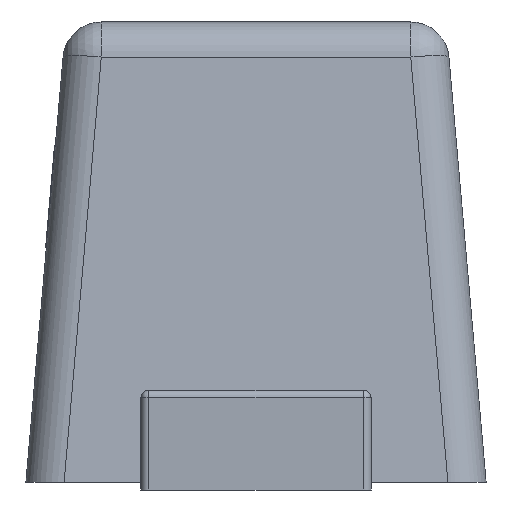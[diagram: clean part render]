
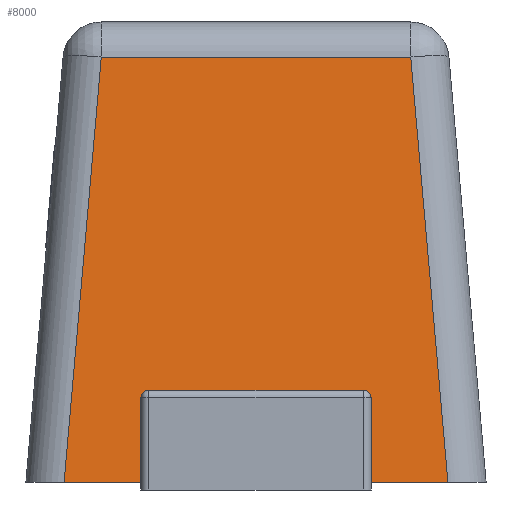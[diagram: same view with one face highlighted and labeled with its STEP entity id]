
A CAD part, left-side view. The second image highlights one B-rep face of the part: STEP entity #8000.
In plain terms, the highlighted planar face has unit normal (-0.996, 0, 0.087).
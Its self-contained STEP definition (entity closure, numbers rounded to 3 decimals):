
#530 = CARTESIAN_POINT ( 'NONE',  ( -0.49, -0.146, 0.12 ) ) ;
#597 = VECTOR ( 'NONE', #7219, 1000. ) ;
#845 = DIRECTION ( 'NONE',  ( -0.087, 0., -0.996 ) ) ;
#1264 = LINE ( 'NONE', #7276, #12732 ) ;
#1306 = EDGE_CURVE ( 'NONE', #11702, #3729, #1264, .T. ) ;
#1411 = CARTESIAN_POINT ( 'NONE',  ( -0.49, 0.14, 0.12 ) ) ;
#1502 = AXIS2_PLACEMENT_3D ( 'NONE', #9668, #7604, #11547 ) ;
#2357 = CARTESIAN_POINT ( 'NONE',  ( -0.49, 0.15, 0.11 ) ) ;
#2389 = CARTESIAN_POINT ( 'NONE',  ( -0.49, 0.15, 0.116 ) ) ;
#2459 = ORIENTED_EDGE ( 'NONE', *, *, #1306, .T. ) ;
#2501 = CARTESIAN_POINT ( 'NONE',  ( -0.49, -0.14, 0.12 ) ) ;
#2866 = ORIENTED_EDGE ( 'NONE', *, *, #11632, .T. ) ;
#2926 = LINE ( 'NONE', #3300, #597 ) ;
#2991 = CARTESIAN_POINT ( 'NONE',  ( -0.49, -0.14, 0.12 ) ) ;
#3244 = CARTESIAN_POINT ( 'NONE',  ( -0.5, -0.25, 0. ) ) ;
#3270 = ORIENTED_EDGE ( 'NONE', *, *, #5016, .F. ) ;
#3300 = CARTESIAN_POINT ( 'NONE',  ( -0.5, 0.3, 0. ) ) ;
#3353 = VERTEX_POINT ( 'NONE', #2357 ) ;
#3369 = CARTESIAN_POINT ( 'NONE',  ( -0.49, 0.15, 0.11 ) ) ;
#3543 = CARTESIAN_POINT ( 'NONE',  ( -0.451, 0.202, 0.554 ) ) ;
#3557 = CARTESIAN_POINT ( 'NONE',  ( -0.496, -0.246, 0.047 ) ) ;
#3603 = CARTESIAN_POINT ( 'NONE',  ( -0.49, -0.15, 0.11 ) ) ;
#3604 = PLANE ( 'NONE',  #1502 ) ;
#3729 = VERTEX_POINT ( 'NONE', #3244 ) ;
#4059 = VECTOR ( 'NONE', #7637, 1000. ) ;
#4228 = CARTESIAN_POINT ( 'NONE',  ( -0.5, 0.25, 0. ) ) ;
#4466 = CARTESIAN_POINT ( 'NONE',  ( -0.5, -0.15, 0. ) ) ;
#4557 = VECTOR ( 'NONE', #11750, 1000. ) ;
#4566 = VERTEX_POINT ( 'NONE', #10104 ) ;
#4681 = LINE ( 'NONE', #5804, #4059 ) ;
#5016 = EDGE_CURVE ( 'NONE', #3353, #11315, #6834, .T. ) ;
#5136 = LINE ( 'NONE', #9121, #5525 ) ;
#5525 = VECTOR ( 'NONE', #12151, 1000. ) ;
#5549 = VERTEX_POINT ( 'NONE', #10611 ) ;
#5794 = CARTESIAN_POINT ( 'NONE',  ( -0.5, -0.15, 0. ) ) ;
#5804 = CARTESIAN_POINT ( 'NONE',  ( -0.451, 0.248, 0.554 ) ) ;
#5855 = EDGE_CURVE ( 'NONE', #5549, #11720, #4681, .T. ) ;
#5964 = VERTEX_POINT ( 'NONE', #2991 ) ;
#6073 = EDGE_CURVE ( 'NONE', #3353, #4566, #7210, .T. ) ;
#6177 = EDGE_CURVE ( 'NONE', #11720, #9435, #12849, .T. ) ;
#6285 = DIRECTION ( 'NONE',  ( -0.087, 0.087, -0.992 ) ) ;
#6394 = CARTESIAN_POINT ( 'NONE',  ( -0.49, 0.146, 0.12 ) ) ;
#6638 = FACE_OUTER_BOUND ( 'NONE', #12383, .T. ) ;
#6718 = VECTOR ( 'NONE', #9737, 1000. ) ;
#6834 = LINE ( 'NONE', #8001, #8456 ) ;
#6838 = LINE ( 'NONE', #5794, #4557 ) ;
#6901 = EDGE_CURVE ( 'NONE', #3729, #5549, #7740, .T. ) ;
#7010 = VECTOR ( 'NONE', #6285, 1000. ) ;
#7210 =( BOUNDED_CURVE ( )  B_SPLINE_CURVE ( 3, ( #3369, #2389, #6394, #1411 ),
 .UNSPECIFIED., .F., .T. ) 
 B_SPLINE_CURVE_WITH_KNOTS ( ( 4, 4 ),
 ( 4.712, 6.283 ),
 .UNSPECIFIED. ) 
 CURVE ( )  GEOMETRIC_REPRESENTATION_ITEM ( )  RATIONAL_B_SPLINE_CURVE ( ( 1., 0.805, 0.805, 1. ) ) 
 REPRESENTATION_ITEM ( '' )  );
#7219 = DIRECTION ( 'NONE',  ( 0., -1., 0. ) ) ;
#7276 = CARTESIAN_POINT ( 'NONE',  ( -0.5, 0.3, 0. ) ) ;
#7518 = ORIENTED_EDGE ( 'NONE', *, *, #10767, .F. ) ;
#7604 = DIRECTION ( 'NONE',  ( -0.996, 0., 0.087 ) ) ;
#7637 = DIRECTION ( 'NONE',  ( 0., 1., 0. ) ) ;
#7740 = LINE ( 'NONE', #3557, #6718 ) ;
#7905 = ORIENTED_EDGE ( 'NONE', *, *, #6177, .T. ) ;
#8000 = ADVANCED_FACE ( 'NONE', ( #6638 ), #3604, .T. ) ;
#8001 = CARTESIAN_POINT ( 'NONE',  ( -0.5, 0.15, 0. ) ) ;
#8062 = ORIENTED_EDGE ( 'NONE', *, *, #11670, .T. ) ;
#8456 = VECTOR ( 'NONE', #845, 1000. ) ;
#8950 = VERTEX_POINT ( 'NONE', #12519 ) ;
#9121 = CARTESIAN_POINT ( 'NONE',  ( -0.49, 0.3, 0.12 ) ) ;
#9435 = VERTEX_POINT ( 'NONE', #4228 ) ;
#9537 = CARTESIAN_POINT ( 'NONE',  ( -0.49, -0.15, 0.116 ) ) ;
#9668 = CARTESIAN_POINT ( 'NONE',  ( -0.5, 0.3, 0. ) ) ;
#9723 = EDGE_CURVE ( 'NONE', #5964, #4566, #5136, .T. ) ;
#9737 = DIRECTION ( 'NONE',  ( 0.087, 0.087, 0.992 ) ) ;
#9854 = CARTESIAN_POINT ( 'NONE',  ( -0.5, 0.251, -0.004 ) ) ;
#10028 = ORIENTED_EDGE ( 'NONE', *, *, #6073, .T. ) ;
#10104 = CARTESIAN_POINT ( 'NONE',  ( -0.49, 0.14, 0.12 ) ) ;
#10493 = ORIENTED_EDGE ( 'NONE', *, *, #5855, .T. ) ;
#10611 = CARTESIAN_POINT ( 'NONE',  ( -0.451, -0.202, 0.554 ) ) ;
#10753 = CARTESIAN_POINT ( 'NONE',  ( -0.5, 0.15, 0. ) ) ;
#10767 = EDGE_CURVE ( 'NONE', #11702, #8950, #6838, .T. ) ;
#11100 =( BOUNDED_CURVE ( )  B_SPLINE_CURVE ( 3, ( #2501, #530, #9537, #3603 ),
 .UNSPECIFIED., .F., .T. ) 
 B_SPLINE_CURVE_WITH_KNOTS ( ( 4, 4 ),
 ( 3.142, 4.712 ),
 .UNSPECIFIED. ) 
 CURVE ( )  GEOMETRIC_REPRESENTATION_ITEM ( )  RATIONAL_B_SPLINE_CURVE ( ( 1., 0.805, 0.805, 1. ) ) 
 REPRESENTATION_ITEM ( '' )  );
#11226 = DIRECTION ( 'NONE',  ( 0., -1., 0. ) ) ;
#11315 = VERTEX_POINT ( 'NONE', #10753 ) ;
#11547 = DIRECTION ( 'NONE',  ( 0.087, 0., 0.996 ) ) ;
#11632 = EDGE_CURVE ( 'NONE', #9435, #11315, #2926, .T. ) ;
#11670 = EDGE_CURVE ( 'NONE', #5964, #8950, #11100, .T. ) ;
#11702 = VERTEX_POINT ( 'NONE', #4466 ) ;
#11720 = VERTEX_POINT ( 'NONE', #3543 ) ;
#11750 = DIRECTION ( 'NONE',  ( 0.087, 0., 0.996 ) ) ;
#12151 = DIRECTION ( 'NONE',  ( 0., 1., 0. ) ) ;
#12383 = EDGE_LOOP ( 'NONE', ( #2459, #12586, #10493, #7905, #2866, #3270, #10028, #12438, #8062, #7518 ) ) ;
#12438 = ORIENTED_EDGE ( 'NONE', *, *, #9723, .F. ) ;
#12519 = CARTESIAN_POINT ( 'NONE',  ( -0.49, -0.15, 0.11 ) ) ;
#12586 = ORIENTED_EDGE ( 'NONE', *, *, #6901, .T. ) ;
#12732 = VECTOR ( 'NONE', #11226, 1000. ) ;
#12849 = LINE ( 'NONE', #9854, #7010 ) ;
